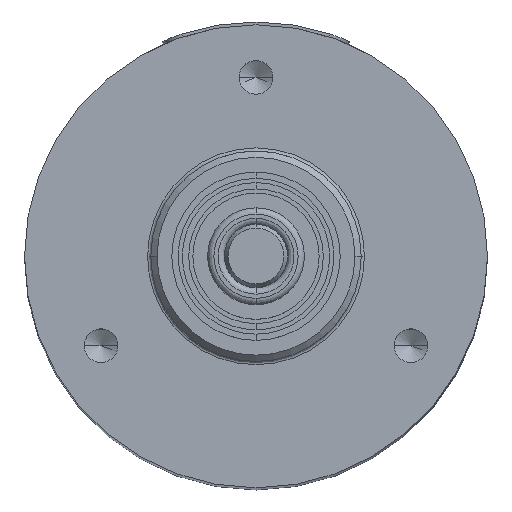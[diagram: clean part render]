
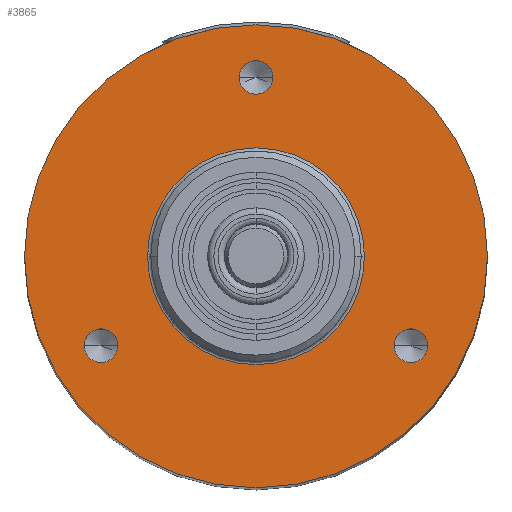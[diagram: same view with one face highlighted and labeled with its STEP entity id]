
A CAD part, top view. The second image highlights one B-rep face of the part: STEP entity #3865.
In plain terms, the highlighted planar face has unit normal (0, 0, 1).
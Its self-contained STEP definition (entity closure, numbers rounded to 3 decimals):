
#10 = ORIENTED_EDGE ( 'NONE', *, *, #2605, .F. ) ;
#48 = ORIENTED_EDGE ( 'NONE', *, *, #2598, .F. ) ;
#50 = ORIENTED_EDGE ( 'NONE', *, *, #2710, .T. ) ;
#63 = ORIENTED_EDGE ( 'NONE', *, *, #2549, .F. ) ;
#156 = ORIENTED_EDGE ( 'NONE', *, *, #2564, .F. ) ;
#232 = ORIENTED_EDGE ( 'NONE', *, *, #2596, .T. ) ;
#337 = ORIENTED_EDGE ( 'NONE', *, *, #2594, .F. ) ;
#340 = ORIENTED_EDGE ( 'NONE', *, *, #2593, .F. ) ;
#351 = ORIENTED_EDGE ( 'NONE', *, *, #2599, .F. ) ;
#426 = ORIENTED_EDGE ( 'NONE', *, *, #2557, .F. ) ;
#684 = CARTESIAN_POINT ( 'NONE',  ( -8.161, -4.25, 58.5 ) ) ;
#688 = CARTESIAN_POINT ( 'NONE',  ( -6.561, -4.25, 58.5 ) ) ;
#691 = CARTESIAN_POINT ( 'NONE',  ( -5.15, 0., 58.5 ) ) ;
#694 = CARTESIAN_POINT ( 'NONE',  ( 11., 0., 58.5 ) ) ;
#696 = CARTESIAN_POINT ( 'NONE',  ( -0.8, 8.5, 58.5 ) ) ;
#701 = CARTESIAN_POINT ( 'NONE',  ( 0.8, 8.5, 58.5 ) ) ;
#705 = CARTESIAN_POINT ( 'NONE',  ( 6.561, -4.25, 58.5 ) ) ;
#753 = CARTESIAN_POINT ( 'NONE',  ( -11., 0., 58.5 ) ) ;
#854 = CIRCLE ( 'NONE', #1800, 5.15 ) ;
#861 = CIRCLE ( 'NONE', #2531, 0.8 ) ;
#934 = CIRCLE ( 'NONE', #2500, 0.8 ) ;
#939 = CIRCLE ( 'NONE', #2498, 0.8 ) ;
#955 = CIRCLE ( 'NONE', #2508, 0.8 ) ;
#964 = CIRCLE ( 'NONE', #2510, 11. ) ;
#965 = CIRCLE ( 'NONE', #2503, 0.8 ) ;
#967 = CIRCLE ( 'NONE', #2506, 5.15 ) ;
#969 = CIRCLE ( 'NONE', #2474, 0.8 ) ;
#970 = CIRCLE ( 'NONE', #2518, 11. ) ;
#1348 = CARTESIAN_POINT ( 'NONE',  ( 0., 0., 58.5 ) ) ;
#1355 = DIRECTION ( 'NONE',  ( 0., 0., -1. ) ) ;
#1356 = DIRECTION ( 'NONE',  ( 1., 0., 0. ) ) ;
#1618 = CARTESIAN_POINT ( 'NONE',  ( -7.361, -4.25, 58.5 ) ) ;
#1621 = CARTESIAN_POINT ( 'NONE',  ( 0., 0., 58.5 ) ) ;
#1623 = DIRECTION ( 'NONE',  ( 0., 0., -1. ) ) ;
#1624 = DIRECTION ( 'NONE',  ( -1., 0., 0. ) ) ;
#1625 = CARTESIAN_POINT ( 'NONE',  ( 0., 8.5, 58.5 ) ) ;
#1626 = DIRECTION ( 'NONE',  ( 0., 0., 1. ) ) ;
#1627 = DIRECTION ( 'NONE',  ( 1., 0., 0. ) ) ;
#1630 = CARTESIAN_POINT ( 'NONE',  ( 0., 0., 58.5 ) ) ;
#1631 = DIRECTION ( 'NONE',  ( 0., 0., -1. ) ) ;
#1632 = DIRECTION ( 'NONE',  ( 1., 0., 0. ) ) ;
#1800 = AXIS2_PLACEMENT_3D ( 'NONE', #1348, #1355, #1356 ) ;
#1817 = AXIS2_PLACEMENT_3D ( 'NONE', #3201, #3205, #3206 ) ;
#2082 = EDGE_LOOP ( 'NONE', ( #340, #351 ) ) ;
#2089 = EDGE_LOOP ( 'NONE', ( #10, #426 ) ) ;
#2177 = EDGE_LOOP ( 'NONE', ( #50, #232 ) ) ;
#2181 = EDGE_LOOP ( 'NONE', ( #48, #63 ) ) ;
#2199 = EDGE_LOOP ( 'NONE', ( #337, #156 ) ) ;
#2464 = VERTEX_POINT ( 'NONE', #2893 ) ;
#2467 = VERTEX_POINT ( 'NONE', #2896 ) ;
#2474 = AXIS2_PLACEMENT_3D ( 'NONE', #1625, #3320, #3321 ) ;
#2498 = AXIS2_PLACEMENT_3D ( 'NONE', #3923, #3924, #3925 ) ;
#2500 = AXIS2_PLACEMENT_3D ( 'NONE', #3909, #3910, #3911 ) ;
#2503 = AXIS2_PLACEMENT_3D ( 'NONE', #1618, #1626, #1627 ) ;
#2506 = AXIS2_PLACEMENT_3D ( 'NONE', #1630, #1631, #1632 ) ;
#2508 = AXIS2_PLACEMENT_3D ( 'NONE', #3888, #3889, #3890 ) ;
#2510 = AXIS2_PLACEMENT_3D ( 'NONE', #1621, #1623, #1624 ) ;
#2518 = AXIS2_PLACEMENT_3D ( 'NONE', #3935, #3322, #3323 ) ;
#2531 = AXIS2_PLACEMENT_3D ( 'NONE', #3334, #3341, #3342 ) ;
#2549 = EDGE_CURVE ( 'NONE', #3408, #3413, #955, .T. ) ;
#2557 = EDGE_CURVE ( 'NONE', #3417, #2464, #934, .T. ) ;
#2564 = EDGE_CURVE ( 'NONE', #3404, #3399, #939, .T. ) ;
#2593 = EDGE_CURVE ( 'NONE', #3470, #3406, #964, .T. ) ;
#2594 = EDGE_CURVE ( 'NONE', #3399, #3404, #965, .T. ) ;
#2596 = EDGE_CURVE ( 'NONE', #3402, #2467, #967, .T. ) ;
#2598 = EDGE_CURVE ( 'NONE', #3413, #3408, #969, .T. ) ;
#2599 = EDGE_CURVE ( 'NONE', #3406, #3470, #970, .T. ) ;
#2605 = EDGE_CURVE ( 'NONE', #2464, #3417, #861, .T. ) ;
#2710 = EDGE_CURVE ( 'NONE', #2467, #3402, #854, .T. ) ;
#2893 = CARTESIAN_POINT ( 'NONE',  ( 8.161, -4.25, 58.5 ) ) ;
#2896 = CARTESIAN_POINT ( 'NONE',  ( 5.15, 0., 58.5 ) ) ;
#2962 = FACE_BOUND ( 'NONE', #2181, .T. ) ;
#2963 = FACE_BOUND ( 'NONE', #2089, .T. ) ;
#2964 = FACE_BOUND ( 'NONE', #2199, .T. ) ;
#2966 = FACE_BOUND ( 'NONE', #2177, .T. ) ;
#2969 = FACE_OUTER_BOUND ( 'NONE', #2082, .T. ) ;
#3198 = PLANE ( 'NONE',  #1817 ) ;
#3201 = CARTESIAN_POINT ( 'NONE',  ( -11., 0., 58.5 ) ) ;
#3205 = DIRECTION ( 'NONE',  ( 0., 0., 1. ) ) ;
#3206 = DIRECTION ( 'NONE',  ( 1., 0., 0. ) ) ;
#3320 = DIRECTION ( 'NONE',  ( 0., 0., 1. ) ) ;
#3321 = DIRECTION ( 'NONE',  ( 1., 0., 0. ) ) ;
#3322 = DIRECTION ( 'NONE',  ( 0., 0., -1. ) ) ;
#3323 = DIRECTION ( 'NONE',  ( -1., 0., 0. ) ) ;
#3334 = CARTESIAN_POINT ( 'NONE',  ( 7.361, -4.25, 58.5 ) ) ;
#3341 = DIRECTION ( 'NONE',  ( 0., 0., 1. ) ) ;
#3342 = DIRECTION ( 'NONE',  ( 1., 0., 0. ) ) ;
#3399 = VERTEX_POINT ( 'NONE', #688 ) ;
#3402 = VERTEX_POINT ( 'NONE', #691 ) ;
#3404 = VERTEX_POINT ( 'NONE', #684 ) ;
#3406 = VERTEX_POINT ( 'NONE', #694 ) ;
#3408 = VERTEX_POINT ( 'NONE', #696 ) ;
#3413 = VERTEX_POINT ( 'NONE', #701 ) ;
#3417 = VERTEX_POINT ( 'NONE', #705 ) ;
#3470 = VERTEX_POINT ( 'NONE', #753 ) ;
#3865 = ADVANCED_FACE ( 'NONE', ( #2966, #2962, #2963, #2964, #2969 ), #3198, .T. ) ;
#3888 = CARTESIAN_POINT ( 'NONE',  ( 0., 8.5, 58.5 ) ) ;
#3889 = DIRECTION ( 'NONE',  ( 0., 0., 1. ) ) ;
#3890 = DIRECTION ( 'NONE',  ( 1., 0., 0. ) ) ;
#3909 = CARTESIAN_POINT ( 'NONE',  ( 7.361, -4.25, 58.5 ) ) ;
#3910 = DIRECTION ( 'NONE',  ( 0., 0., 1. ) ) ;
#3911 = DIRECTION ( 'NONE',  ( 1., 0., 0. ) ) ;
#3923 = CARTESIAN_POINT ( 'NONE',  ( -7.361, -4.25, 58.5 ) ) ;
#3924 = DIRECTION ( 'NONE',  ( 0., 0., 1. ) ) ;
#3925 = DIRECTION ( 'NONE',  ( 1., 0., 0. ) ) ;
#3935 = CARTESIAN_POINT ( 'NONE',  ( 0., 0., 58.5 ) ) ;
